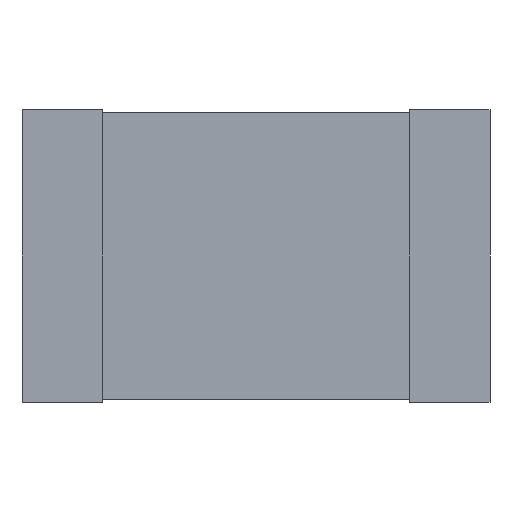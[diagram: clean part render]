
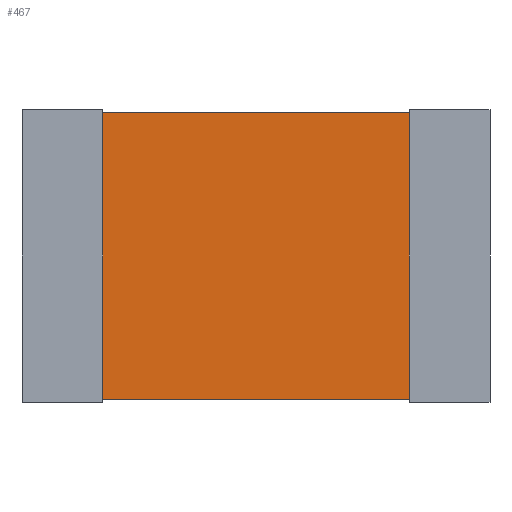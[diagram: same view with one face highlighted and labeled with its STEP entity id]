
A CAD part, front view. The second image highlights one B-rep face of the part: STEP entity #467.
In plain terms, the highlighted planar face has unit normal (0, -1, 0).
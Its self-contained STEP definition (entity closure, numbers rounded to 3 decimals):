
#20=FACE_OUTER_BOUND('',#46,.T.);
#46=EDGE_LOOP('',(#304,#305,#306,#307));
#68=LINE('',#637,#128);
#72=LINE('',#645,#132);
#75=LINE('',#651,#135);
#78=LINE('',#656,#138);
#128=VECTOR('',#523,1.242);
#132=VECTOR('',#529,2.002);
#135=VECTOR('',#534,1.242);
#138=VECTOR('',#539,2.002);
#188=VERTEX_POINT('',#635);
#189=VERTEX_POINT('',#636);
#192=VERTEX_POINT('',#644);
#194=VERTEX_POINT('',#650);
#228=EDGE_CURVE('',#188,#189,#68,.T.);
#232=EDGE_CURVE('',#189,#192,#72,.T.);
#235=EDGE_CURVE('',#192,#194,#75,.T.);
#238=EDGE_CURVE('',#194,#188,#78,.T.);
#304=ORIENTED_EDGE('',*,*,#238,.T.);
#305=ORIENTED_EDGE('',*,*,#228,.T.);
#306=ORIENTED_EDGE('',*,*,#232,.T.);
#307=ORIENTED_EDGE('',*,*,#235,.T.);
#412=PLANE('',#497);
#467=ADVANCED_FACE('',(#20),#412,.F.);
#497=AXIS2_PLACEMENT_3D('',#658,#541,#542);
#523=DIRECTION('',(0.,0.,1.));
#529=DIRECTION('',(-1.,0.,0.));
#534=DIRECTION('',(0.,0.,-1.));
#539=DIRECTION('',(1.,0.,0.));
#541=DIRECTION('center_axis',(0.,1.,0.));
#542=DIRECTION('ref_axis',(0.,0.,1.));
#635=CARTESIAN_POINT('',(2.002,0.,0.));
#636=CARTESIAN_POINT('',(2.002,0.,1.242));
#637=CARTESIAN_POINT('',(2.002,0.,0.));
#644=CARTESIAN_POINT('',(0.,0.,1.242));
#645=CARTESIAN_POINT('',(2.002,0.,1.242));
#650=CARTESIAN_POINT('',(0.,0.,0.));
#651=CARTESIAN_POINT('',(0.,0.,1.242));
#656=CARTESIAN_POINT('',(0.,0.,0.));
#658=CARTESIAN_POINT('Origin',(1.001,0.,0.621));
